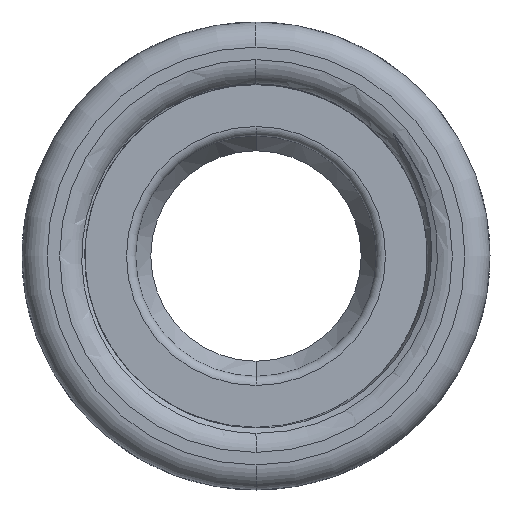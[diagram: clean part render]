
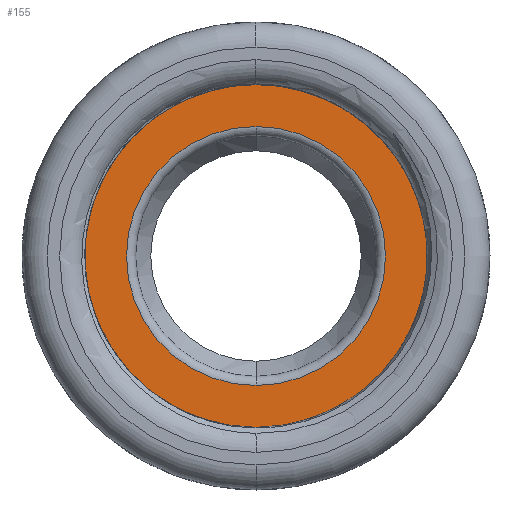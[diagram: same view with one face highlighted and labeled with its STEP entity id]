
A CAD part, left-side view. The second image highlights one B-rep face of the part: STEP entity #155.
In plain terms, the highlighted planar face has unit normal (-1, 0, 0).
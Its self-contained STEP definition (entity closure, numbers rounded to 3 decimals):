
#1 = DIRECTION ( 'NONE',  ( 0., 0., -1. ) ) ;
#155 = ADVANCED_FACE ( 'NONE', ( #2687, #2711 ), #1883, .T. ) ;
#489 = DIRECTION ( 'NONE',  ( 0., 0., -1. ) ) ;
#496 = CARTESIAN_POINT ( 'NONE',  ( -5.8, 0., 0. ) ) ;
#511 = DIRECTION ( 'NONE',  ( 1., 0., 0. ) ) ;
#787 = CARTESIAN_POINT ( 'NONE',  ( -5.8, 0., 10.5 ) ) ;
#821 = CARTESIAN_POINT ( 'NONE',  ( -5.8, 0., 7.75 ) ) ;
#823 = CARTESIAN_POINT ( 'NONE',  ( -5.8, 0., -10.5 ) ) ;
#1426 = AXIS2_PLACEMENT_3D ( 'NONE', #1887, #1862, #1885 ) ;
#1430 = EDGE_CURVE ( 'NONE', #2410, #2433, #2784, .T. ) ;
#1438 = AXIS2_PLACEMENT_3D ( 'NONE', #2903, #2902, #2909 ) ;
#1471 = AXIS2_PLACEMENT_3D ( 'NONE', #2929, #2907, #1 ) ;
#1485 = AXIS2_PLACEMENT_3D ( 'NONE', #496, #511, #489 ) ;
#1507 = AXIS2_PLACEMENT_3D ( 'NONE', #2168, #2180, #2188 ) ;
#1516 = EDGE_CURVE ( 'NONE', #2433, #2410, #2830, .T. ) ;
#1524 = EDGE_CURVE ( 'NONE', #2369, #2356, #2794, .T. ) ;
#1574 = EDGE_CURVE ( 'NONE', #2356, #2369, #2733, .T. ) ;
#1862 = DIRECTION ( 'NONE',  ( -1., 0., 0. ) ) ;
#1883 = PLANE ( 'NONE',  #1426 ) ;
#1885 = DIRECTION ( 'NONE',  ( 0., 0., 1. ) ) ;
#1887 = CARTESIAN_POINT ( 'NONE',  ( -5.8, 7.75, 0. ) ) ;
#2078 = CARTESIAN_POINT ( 'NONE',  ( -5.8, 0., -7.75 ) ) ;
#2168 = CARTESIAN_POINT ( 'NONE',  ( -5.8, 0., 0. ) ) ;
#2180 = DIRECTION ( 'NONE',  ( 1., 0., 0. ) ) ;
#2188 = DIRECTION ( 'NONE',  ( 0., 0., -1. ) ) ;
#2356 = VERTEX_POINT ( 'NONE', #2078 ) ;
#2369 = VERTEX_POINT ( 'NONE', #821 ) ;
#2380 = EDGE_LOOP ( 'NONE', ( #2484, #2476 ) ) ;
#2400 = EDGE_LOOP ( 'NONE', ( #2478, #2470 ) ) ;
#2410 = VERTEX_POINT ( 'NONE', #823 ) ;
#2433 = VERTEX_POINT ( 'NONE', #787 ) ;
#2470 = ORIENTED_EDGE ( 'NONE', *, *, #1524, .T. ) ;
#2476 = ORIENTED_EDGE ( 'NONE', *, *, #1516, .F. ) ;
#2478 = ORIENTED_EDGE ( 'NONE', *, *, #1574, .T. ) ;
#2484 = ORIENTED_EDGE ( 'NONE', *, *, #1430, .F. ) ;
#2687 = FACE_BOUND ( 'NONE', #2400, .T. ) ;
#2711 = FACE_OUTER_BOUND ( 'NONE', #2380, .T. ) ;
#2733 = CIRCLE ( 'NONE', #1485, 7.75 ) ;
#2784 = CIRCLE ( 'NONE', #1471, 10.5 ) ;
#2794 = CIRCLE ( 'NONE', #1507, 7.75 ) ;
#2830 = CIRCLE ( 'NONE', #1438, 10.5 ) ;
#2902 = DIRECTION ( 'NONE',  ( 1., 0., 0. ) ) ;
#2903 = CARTESIAN_POINT ( 'NONE',  ( -5.8, 0., 0. ) ) ;
#2907 = DIRECTION ( 'NONE',  ( 1., 0., 0. ) ) ;
#2909 = DIRECTION ( 'NONE',  ( 0., 0., -1. ) ) ;
#2929 = CARTESIAN_POINT ( 'NONE',  ( -5.8, 0., 0. ) ) ;
